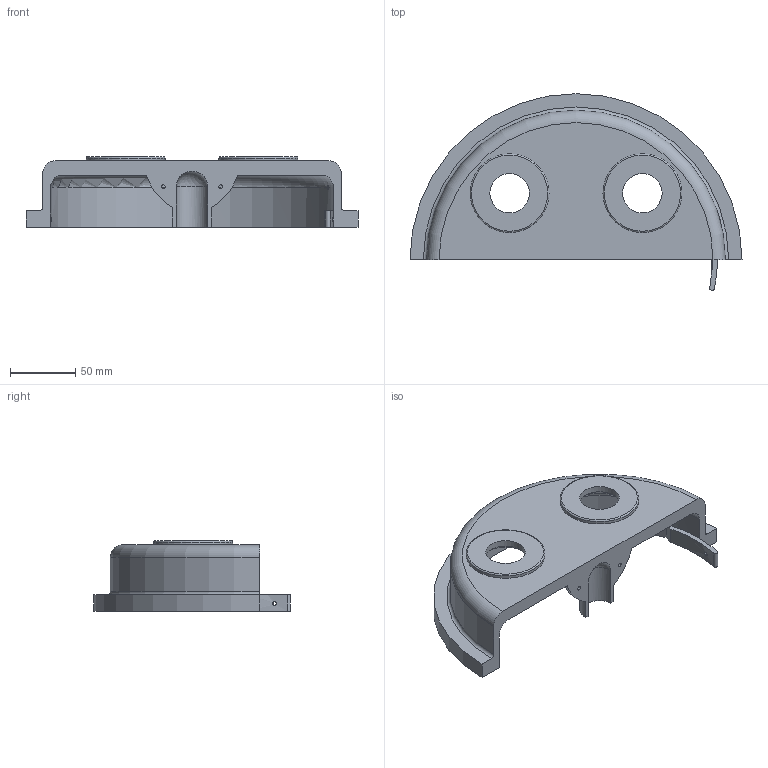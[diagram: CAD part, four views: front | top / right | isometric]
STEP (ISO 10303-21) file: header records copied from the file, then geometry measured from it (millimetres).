
FILE_DESCRIPTION(/* description */ (''),/* implementation_level */ '2;1');
FILE_NAME(/* name */ 'cyclotron_h_01.step',/* time_stamp */ '2020-11-30T22:44:39+01:00',/* author */ (''),/* organization */ (''),/* preprocessor_version */ 'ST-DEVELOPER v18.1',/* originating_system */ 'Autodesk Translation Framework v9.3.0.1241',/* authorisation */ '');
FILE_SCHEMA (('AUTOMOTIVE_DESIGN { 1 0 10303 214 3 1 1 }'));
Length unit declared in the file: millimetre
Products named in the file (1): cyclotron_h_01
Bounding box: 254 x 150.46 x 54 mm (x, y, z)
Volume: 348819.3 mm3; surface area: 91337.5 mm2
Topology: 1 solids, 1 shells, 52 faces, 130 edges, 87 vertices
Faces by surface type: cylinder 25, plane 21, torus 5, sphere 1
Full cylindrical faces by diameter (mm): 2.9 x8, 3 x1, 30.2 x2, 52 x2, 60.3 x2
Entity records: 1814 total; most frequent: CARTESIAN_POINT 455, DIRECTION 292, ORIENTED_EDGE 258, EDGE_CURVE 129, AXIS2_PLACEMENT_3D 120, VERTEX_POINT 87, EDGE_LOOP 72, CIRCLE 67
